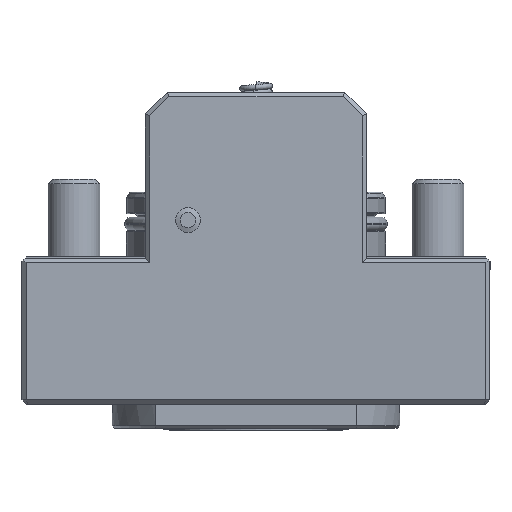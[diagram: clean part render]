
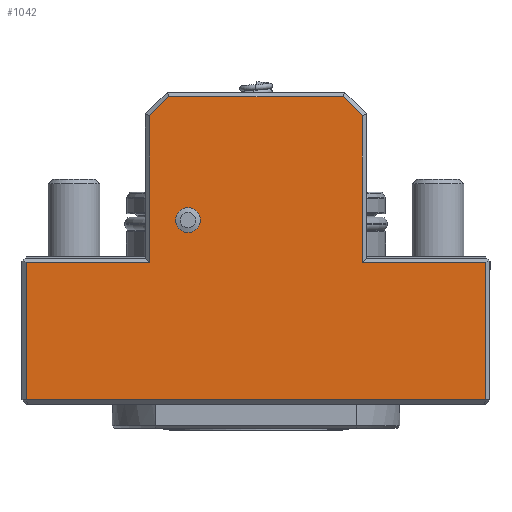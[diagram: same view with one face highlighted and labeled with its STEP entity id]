
A CAD part, left-side view. The second image highlights one B-rep face of the part: STEP entity #1042.
In plain terms, the highlighted planar face has unit normal (-1, 0, 0).
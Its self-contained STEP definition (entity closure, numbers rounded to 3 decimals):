
#236=LINE('',#6178,#502);
#239=LINE('',#6183,#505);
#242=LINE('',#6189,#508);
#245=LINE('',#6195,#511);
#248=LINE('',#6201,#514);
#251=LINE('',#6207,#517);
#255=LINE('',#6214,#521);
#257=LINE('',#6218,#523);
#292=LINE('',#6311,#558);
#295=LINE('',#6322,#561);
#502=VECTOR('',#4746,1.);
#505=VECTOR('',#4751,1.);
#508=VECTOR('',#4756,1.);
#511=VECTOR('',#4761,1.);
#514=VECTOR('',#4766,1.);
#517=VECTOR('',#4771,1.);
#521=VECTOR('',#4777,1.);
#523=VECTOR('',#4781,1.);
#558=VECTOR('',#4870,1.);
#561=VECTOR('',#4883,1.);
#706=FACE_BOUND('',#1593,.T.);
#707=FACE_BOUND('',#1594,.T.);
#1042=ADVANCED_FACE('',(#706,#707),#1278,.F.);
#1278=PLANE('',#4114);
#1593=EDGE_LOOP('',(#2292));
#1594=EDGE_LOOP('',(#2293,#2294,#2295,#2296,#2297,#2298,#2299,#2300,#2301,
#2302));
#2292=ORIENTED_EDGE('',*,*,#3516,.T.);
#2293=ORIENTED_EDGE('',*,*,#3514,.F.);
#2294=ORIENTED_EDGE('',*,*,#3508,.T.);
#2295=ORIENTED_EDGE('',*,*,#3462,.T.);
#2296=ORIENTED_EDGE('',*,*,#3460,.T.);
#2297=ORIENTED_EDGE('',*,*,#3456,.T.);
#2298=ORIENTED_EDGE('',*,*,#3453,.T.);
#2299=ORIENTED_EDGE('',*,*,#3450,.T.);
#2300=ORIENTED_EDGE('',*,*,#3447,.T.);
#2301=ORIENTED_EDGE('',*,*,#3444,.T.);
#2302=ORIENTED_EDGE('',*,*,#3441,.T.);
#3031=VERTEX_POINT('',#6176);
#3033=VERTEX_POINT('',#6179);
#3034=VERTEX_POINT('',#6184);
#3036=VERTEX_POINT('',#6190);
#3038=VERTEX_POINT('',#6196);
#3040=VERTEX_POINT('',#6202);
#3042=VERTEX_POINT('',#6208);
#3044=VERTEX_POINT('',#6215);
#3045=VERTEX_POINT('',#6219);
#3072=VERTEX_POINT('',#6301);
#3079=VERTEX_POINT('',#6326);
#3441=EDGE_CURVE('',#3033,#3031,#236,.T.);
#3444=EDGE_CURVE('',#3034,#3033,#239,.T.);
#3447=EDGE_CURVE('',#3036,#3034,#242,.T.);
#3450=EDGE_CURVE('',#3038,#3036,#245,.T.);
#3453=EDGE_CURVE('',#3040,#3038,#248,.T.);
#3456=EDGE_CURVE('',#3042,#3040,#251,.T.);
#3460=EDGE_CURVE('',#3044,#3042,#255,.T.);
#3462=EDGE_CURVE('',#3045,#3044,#257,.T.);
#3508=EDGE_CURVE('',#3072,#3045,#292,.T.);
#3514=EDGE_CURVE('',#3072,#3031,#295,.T.);
#3516=EDGE_CURVE('',#3079,#3079,#3818,.T.);
#3818=CIRCLE('',#4113,2.847);
#4113=AXIS2_PLACEMENT_3D('',#6325,#4887,#4888);
#4114=AXIS2_PLACEMENT_3D('',#6327,#4889,#4890);
#4746=DIRECTION('',(0.,1.,0.));
#4751=DIRECTION('',(0.,0.,-1.));
#4756=DIRECTION('',(0.,0.707,-0.707));
#4761=DIRECTION('',(0.,1.,0.));
#4766=DIRECTION('',(0.,0.707,0.707));
#4771=DIRECTION('',(0.,0.,1.));
#4777=DIRECTION('',(0.,1.,0.));
#4781=DIRECTION('',(0.,0.,1.));
#4870=DIRECTION('',(0.,-1.,0.));
#4883=DIRECTION('',(0.,0.,1.));
#4887=DIRECTION('',(1.,0.,0.));
#4888=DIRECTION('',(0.,0.,-1.));
#4889=DIRECTION('',(1.,0.,0.));
#4890=DIRECTION('',(0.,0.,-1.));
#6176=CARTESIAN_POINT('',(-92.,53.,-1.3));
#6178=CARTESIAN_POINT('',(-92.,53.,-1.3));
#6179=CARTESIAN_POINT('',(-92.,24.5,-1.3));
#6183=CARTESIAN_POINT('',(-92.,24.5,-0.3));
#6184=CARTESIAN_POINT('',(-92.,24.5,32.586));
#6189=CARTESIAN_POINT('',(-92.,19.043,38.043));
#6190=CARTESIAN_POINT('',(-92.,20.086,37.));
#6195=CARTESIAN_POINT('',(-92.,-53.,37.));
#6196=CARTESIAN_POINT('',(-92.,-20.086,37.));
#6201=CARTESIAN_POINT('',(-92.,-19.793,37.293));
#6202=CARTESIAN_POINT('',(-92.,-24.5,32.586));
#6207=CARTESIAN_POINT('',(-92.,-24.5,33.));
#6208=CARTESIAN_POINT('',(-92.,-24.5,-1.3));
#6214=CARTESIAN_POINT('',(-92.,-53.,-1.3));
#6215=CARTESIAN_POINT('',(-92.,-53.,-1.3));
#6218=CARTESIAN_POINT('',(-92.,-53.,-34.));
#6219=CARTESIAN_POINT('',(-92.,-53.,-33.));
#6301=CARTESIAN_POINT('',(-92.,53.,-33.));
#6311=CARTESIAN_POINT('',(-92.,-53.,-33.));
#6322=CARTESIAN_POINT('',(-92.,53.,-34.));
#6325=CARTESIAN_POINT('',(-92.,15.7,8.501));
#6326=CARTESIAN_POINT('',(-92.,15.7,5.654));
#6327=CARTESIAN_POINT('',(-92.,-53.,-34.));
